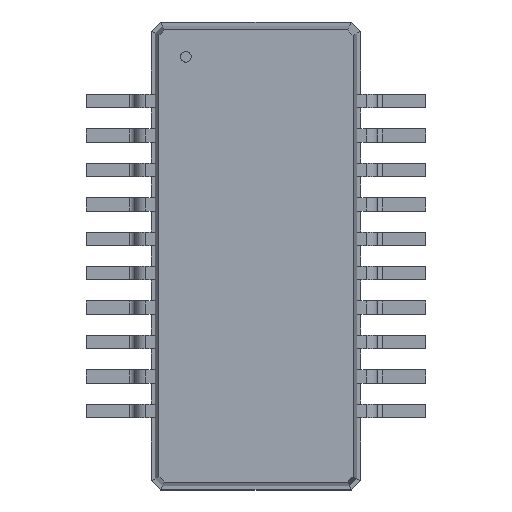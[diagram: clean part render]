
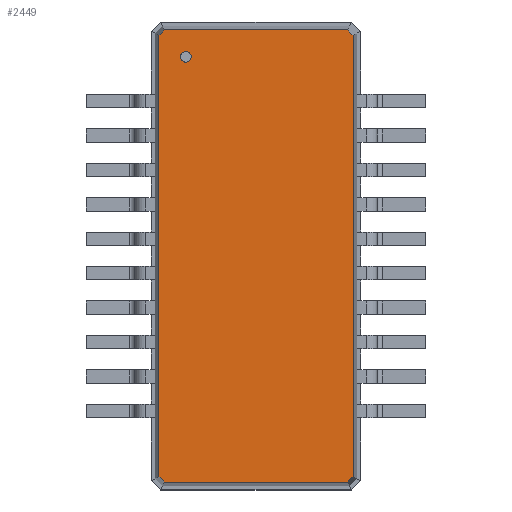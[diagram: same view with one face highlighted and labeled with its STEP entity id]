
A CAD part, top view. The second image highlights one B-rep face of the part: STEP entity #2449.
In plain terms, the highlighted planar face has unit normal (0, 0, 1).
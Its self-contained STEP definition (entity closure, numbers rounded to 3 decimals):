
#13=DIRECTION('',(0.,0.,1.));
#27=VECTOR('',#28,1.);
#28=DIRECTION('',(0.,-1.,0.));
#49=DIRECTION('',(0.,1.,0.));
#59=VECTOR('',#60,1.);
#60=DIRECTION('',(1.,0.,0.));
#132=VECTOR('',#133,1.);
#133=DIRECTION('',(-1.,0.,0.));
#356=DIRECTION('',(0.,0.,-1.));
#439=VECTOR('',#440,1.);
#440=DIRECTION('',(0.707,-0.707,0.));
#446=VECTOR('',#447,1.);
#447=DIRECTION('',(-0.707,-0.707,0.));
#458=VECTOR('',#459,1.);
#459=DIRECTION('',(-0.707,0.707,0.));
#465=VECTOR('',#49,1.);
#469=VECTOR('',#470,1.);
#470=DIRECTION('',(0.707,0.707,0.));
#960=VERTEX_POINT('',#961);
#961=CARTESIAN_POINT('',(1.804,-4.102,1.1));
#964=EDGE_CURVE('',#965,#960,#967,.T.);
#965=VERTEX_POINT('',#966);
#966=CARTESIAN_POINT('',(1.804,4.102,1.1));
#967=LINE('',#966,#27);
#2441=EDGE_CURVE('',#2442,#965,#2444,.T.);
#2442=VERTEX_POINT('',#2443);
#2443=CARTESIAN_POINT('',(1.702,4.204,1.1));
#2444=LINE('',#2443,#439);
#2449=ADVANCED_FACE('',(#2450,#2482),#2491,.F.);
#2450=FACE_BOUND('',#2451,.F.);
#2451=EDGE_LOOP('',(#2452,#2457,#2458,#2459,#2464,#2469,#2474,#2479));
#2452=ORIENTED_EDGE('',*,*,#2453,.T.);
#2453=EDGE_CURVE('',#2454,#2442,#2456,.T.);
#2454=VERTEX_POINT('',#2455);
#2455=CARTESIAN_POINT('',(-1.702,4.204,1.1));
#2456=LINE('',#2455,#59);
#2457=ORIENTED_EDGE('',*,*,#2441,.T.);
#2458=ORIENTED_EDGE('',*,*,#964,.T.);
#2459=ORIENTED_EDGE('',*,*,#2460,.T.);
#2460=EDGE_CURVE('',#960,#2461,#2463,.T.);
#2461=VERTEX_POINT('',#2462);
#2462=CARTESIAN_POINT('',(1.702,-4.204,1.1));
#2463=LINE('',#961,#446);
#2464=ORIENTED_EDGE('',*,*,#2465,.T.);
#2465=EDGE_CURVE('',#2461,#2466,#2468,.T.);
#2466=VERTEX_POINT('',#2467);
#2467=CARTESIAN_POINT('',(-1.702,-4.204,1.1));
#2468=LINE('',#2462,#132);
#2469=ORIENTED_EDGE('',*,*,#2470,.T.);
#2470=EDGE_CURVE('',#2466,#2471,#2473,.T.);
#2471=VERTEX_POINT('',#2472);
#2472=CARTESIAN_POINT('',(-1.804,-4.102,1.1));
#2473=LINE('',#2467,#458);
#2474=ORIENTED_EDGE('',*,*,#2475,.T.);
#2475=EDGE_CURVE('',#2471,#2476,#2478,.T.);
#2476=VERTEX_POINT('',#2477);
#2477=CARTESIAN_POINT('',(-1.804,4.102,1.1));
#2478=LINE('',#2472,#465);
#2479=ORIENTED_EDGE('',*,*,#2480,.T.);
#2480=EDGE_CURVE('',#2476,#2454,#2481,.T.);
#2481=LINE('',#2477,#469);
#2482=FACE_BOUND('',#2483,.F.);
#2483=EDGE_LOOP('',(#2484));
#2484=ORIENTED_EDGE('',*,*,#2485,.T.);
#2485=EDGE_CURVE('',#2486,#2486,#2488,.T.);
#2486=VERTEX_POINT('',#2487);
#2487=CARTESIAN_POINT('',(-1.304,3.604,1.1));
#2488=CIRCLE('',#2489,0.1);
#2489=AXIS2_PLACEMENT_3D('',#2490,#13,#28);
#2490=CARTESIAN_POINT('',(-1.304,3.704,1.1));
#2491=PLANE('',#2492);
#2492=AXIS2_PLACEMENT_3D('',#2455,#356,#2493);
#2493=DIRECTION('',(0.375,-0.927,0.));
